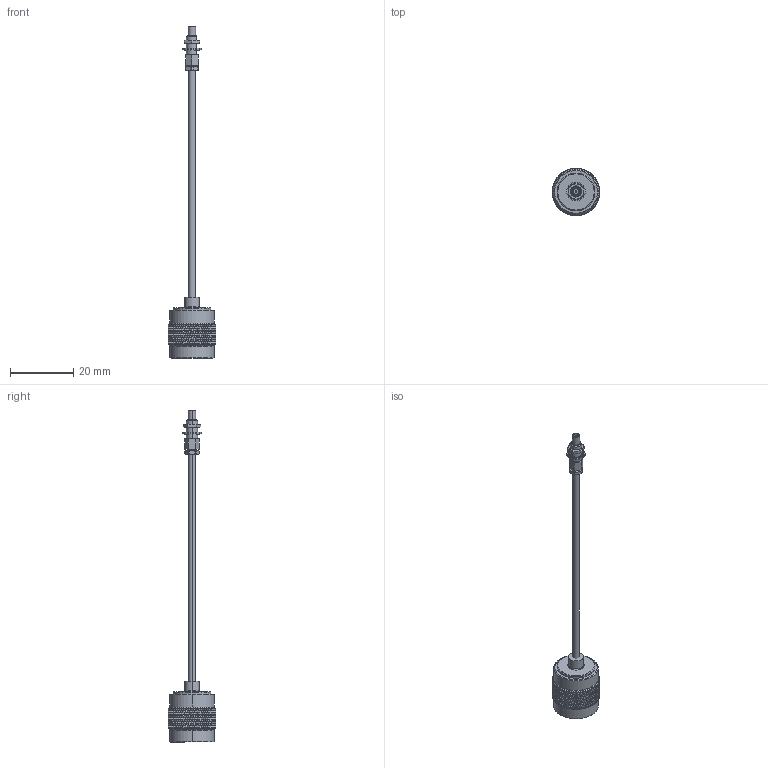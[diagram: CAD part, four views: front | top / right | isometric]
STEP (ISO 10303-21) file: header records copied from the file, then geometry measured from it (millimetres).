
FILE_DESCRIPTION (( 'STEP AP214' ), '1' );
FILE_NAME ('PE3C4454.step', '2020-04-20T15:55:52', ( '' ), ( '' ), 'SwSTEP 2.0', 'SolidWorks 2018', '' );
FILE_SCHEMA (( 'AUTOMOTIVE_DESIGN' ));
Length unit declared in the file: millimetre
Products named in the file (7): PE44708; PE3C4454; PE45370-MA5___; PE45370-MA4; PE45370___; PE45370-MA1___; PE-SR405FL_3''''PE-SR405FL
Assembly tree (6 placements, depth 3):
  PE3C4454
    PE-SR405FL_3''''PE-SR405FL
    PE45370___
      PE45370-MA1___
      PE45370-MA5___
      PE45370-MA4
    PE44708
Bounding box: 14.99 x 14.99 x 105.18 mm (x, y, z)
Volume: 2200.7 mm3; surface area: 2942.9 mm2
Topology: 5 solids, 5 shells, 2351 faces, 5094 edges, 2765 vertices
Faces by surface type: bspline 1683, cylinder 442, plane 167, cone 49, torus 8, sphere 2
Entity records: 92629 total; most frequent: CARTESIAN_POINT 59722, ORIENTED_EDGE 10180, EDGE_CURVE 5090, VERTEX_POINT 2763, DIRECTION 2470, EDGE_LOOP 2369, FACE_OUTER_BOUND 2351, ADVANCED_FACE 2351
